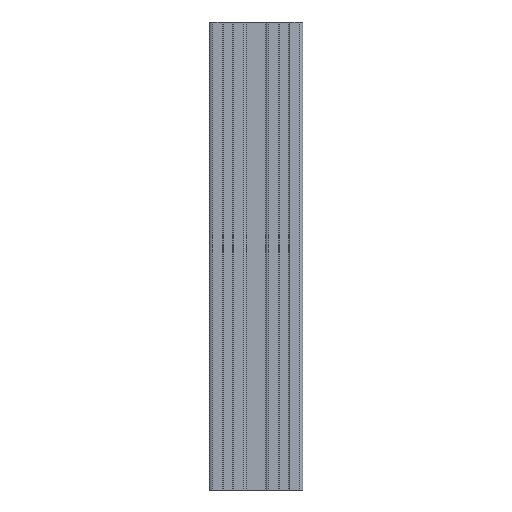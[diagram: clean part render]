
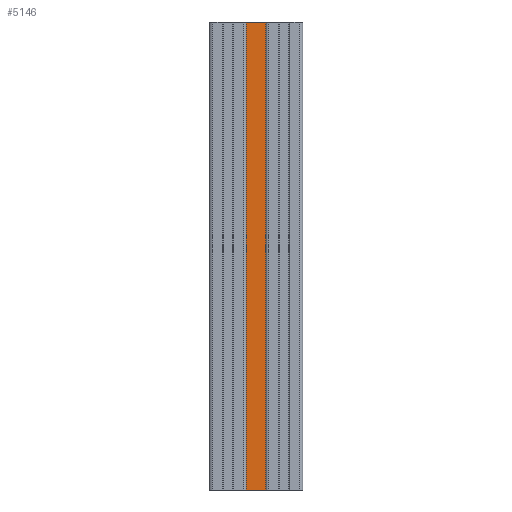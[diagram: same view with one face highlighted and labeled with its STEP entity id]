
A CAD part, left-side view. The second image highlights one B-rep face of the part: STEP entity #5146.
In plain terms, the highlighted planar face has unit normal (-1, 0, 0).
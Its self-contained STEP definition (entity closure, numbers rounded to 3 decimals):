
#202 = EDGE_CURVE ( 'NONE', #3364, #4323, #3436, .T. ) ;
#404 = CARTESIAN_POINT ( 'NONE',  ( 1447.658, 521.625, 0. ) ) ;
#614 = FACE_OUTER_BOUND ( 'NONE', #2575, .T. ) ;
#620 = ORIENTED_EDGE ( 'NONE', *, *, #1289, .T. ) ;
#651 = ORIENTED_EDGE ( 'NONE', *, *, #202, .T. ) ;
#958 = ORIENTED_EDGE ( 'NONE', *, *, #8625, .F. ) ;
#1289 = EDGE_CURVE ( 'NONE', #4323, #7693, #3645, .T. ) ;
#1328 = LINE ( 'NONE', #7709, #8317 ) ;
#1792 = PLANE ( 'NONE',  #4704 ) ;
#1794 = CARTESIAN_POINT ( 'NONE',  ( 1447.658, 531.826, 0. ) ) ;
#2036 = VECTOR ( 'NONE', #6556, 1000. ) ;
#2321 = DIRECTION ( 'NONE',  ( 0., -1., 0. ) ) ;
#2575 = EDGE_LOOP ( 'NONE', ( #620, #5629, #958, #651 ) ) ;
#3364 = VERTEX_POINT ( 'NONE', #7827 ) ;
#3436 = LINE ( 'NONE', #7305, #8588 ) ;
#3450 = DIRECTION ( 'NONE',  ( 0., 0., -1. ) ) ;
#3645 = LINE ( 'NONE', #8562, #2036 ) ;
#3866 = CARTESIAN_POINT ( 'NONE',  ( 1447.658, 521.625, 200. ) ) ;
#4323 = VERTEX_POINT ( 'NONE', #1794 ) ;
#4533 = DIRECTION ( 'NONE',  ( 0., 0., -1. ) ) ;
#4589 = DIRECTION ( 'NONE',  ( 0., 0., -1. ) ) ;
#4704 = AXIS2_PLACEMENT_3D ( 'NONE', #3866, #8563, #4533 ) ;
#4792 = CARTESIAN_POINT ( 'NONE',  ( 1447.658, 521.625, 200. ) ) ;
#5146 = ADVANCED_FACE ( 'NONE', ( #614 ), #1792, .F. ) ;
#5629 = ORIENTED_EDGE ( 'NONE', *, *, #6872, .F. ) ;
#5934 = VERTEX_POINT ( 'NONE', #7796 ) ;
#6556 = DIRECTION ( 'NONE',  ( 0., -1., 0. ) ) ;
#6872 = EDGE_CURVE ( 'NONE', #5934, #7693, #6972, .T. ) ;
#6972 = LINE ( 'NONE', #4792, #8525 ) ;
#7305 = CARTESIAN_POINT ( 'NONE',  ( 1447.658, 531.826, 200. ) ) ;
#7693 = VERTEX_POINT ( 'NONE', #404 ) ;
#7709 = CARTESIAN_POINT ( 'NONE',  ( 1447.658, 526.725, 200. ) ) ;
#7796 = CARTESIAN_POINT ( 'NONE',  ( 1447.658, 521.625, 200. ) ) ;
#7827 = CARTESIAN_POINT ( 'NONE',  ( 1447.658, 531.826, 200. ) ) ;
#8317 = VECTOR ( 'NONE', #2321, 1000. ) ;
#8525 = VECTOR ( 'NONE', #3450, 1000. ) ;
#8562 = CARTESIAN_POINT ( 'NONE',  ( 1447.658, 521.625, 0. ) ) ;
#8563 = DIRECTION ( 'NONE',  ( 1., 0., 0. ) ) ;
#8588 = VECTOR ( 'NONE', #4589, 1000. ) ;
#8625 = EDGE_CURVE ( 'NONE', #3364, #5934, #1328, .T. ) ;
